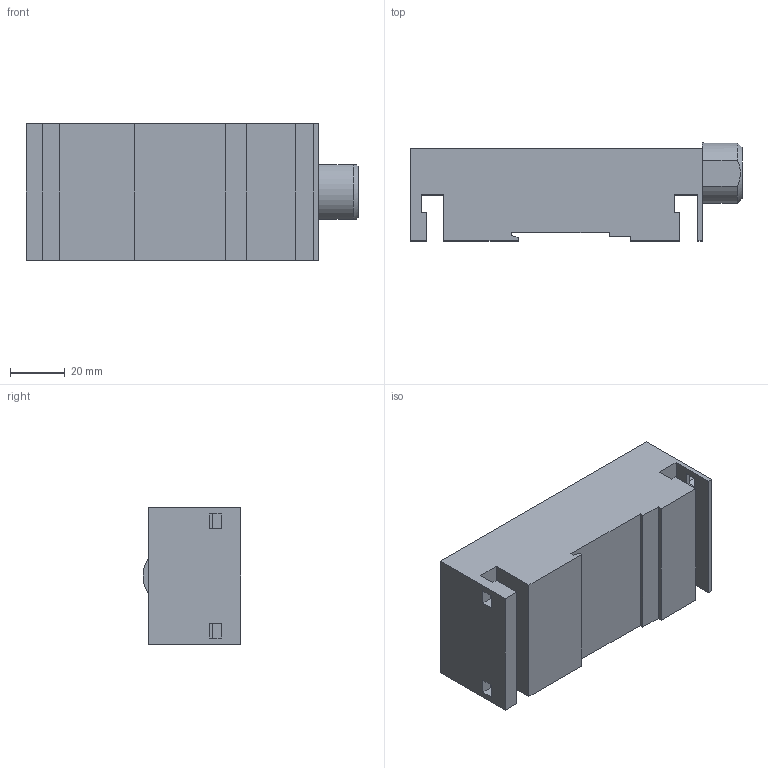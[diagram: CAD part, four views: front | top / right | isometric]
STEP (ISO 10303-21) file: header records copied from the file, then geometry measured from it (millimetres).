
FILE_DESCRIPTION(/* description */ ('STEP AP214'),/* implementation_level */ '2;1');
FILE_NAME(/* name */ '541250_CPX-GE-EV-Z-7_8-4POL',/* time_stamp */ '2024-08-07T19:38:23+02:00',/* author */ ('License CC BY-ND 4.0'),/* organization */ ('CADENAS'),/* preprocessor_version */ 'ST-DEVELOPER v19.3',/* originating_system */ 'PARTsolutions',/* authorisation */ ' ');
FILE_SCHEMA (('AUTOMOTIVE_DESIGN {1 0 10303 214 3 1 1}'));
Length unit declared in the file: millimetre
Products named in the file (1): 541250 CPX-GE-EV-Z-7/8-4POL
Bounding box: 121.8 x 35.91 x 50.1 mm (x, y, z)
Volume: 105604.9 mm3; surface area: 31606.9 mm2
Topology: 1 solids, 1 shells, 121 faces, 292 edges, 190 vertices
Faces by surface type: plane 75, cylinder 29, cone 9, torus 8
Full cylindrical faces by diameter (mm): 2 x1, 2.3 x4, 3.5 x4, 4.1 x4, 16.3 x1, 18.3 x1
Entity records: 3402 total; most frequent: DIRECTION 582, CARTESIAN_POINT 580, ORIENTED_EDGE 518, EDGE_CURVE 259, AXIS2_PLACEMENT_3D 203, VERTEX_POINT 189, EDGE_LOOP 180, FACE_BOUND 180
